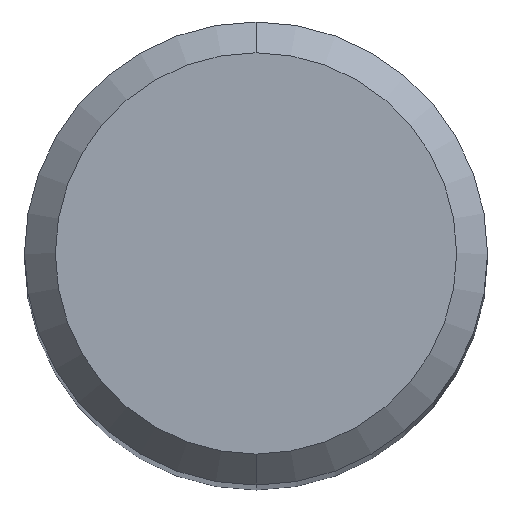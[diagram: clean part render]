
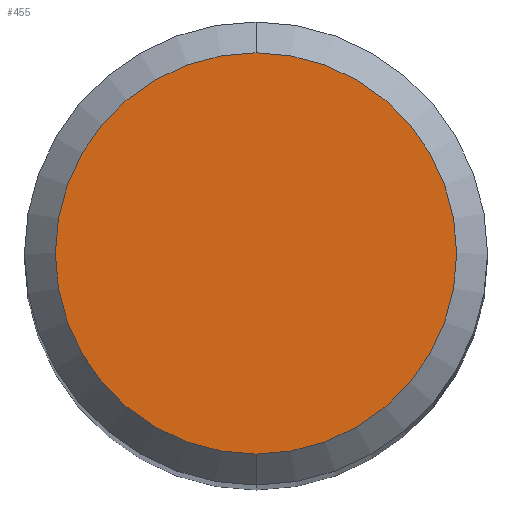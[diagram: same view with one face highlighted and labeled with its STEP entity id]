
A CAD part, top view. The second image highlights one B-rep face of the part: STEP entity #455.
In plain terms, the highlighted planar face has unit normal (0, 0, 1).
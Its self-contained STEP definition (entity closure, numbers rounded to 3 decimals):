
#219=EDGE_CURVE('',#403,#379,#531,.T.);
#255=EDGE_CURVE('',#379,#403,#570,.T.);
#379=VERTEX_POINT('',#705);
#403=VERTEX_POINT('',#730);
#455=ADVANCED_FACE('',(#789),#790,.T.);
#531=CIRCLE('',#876,2.6);
#570=CIRCLE('',#921,2.6);
#705=CARTESIAN_POINT('',(0.,-2.6,0.0));
#730=CARTESIAN_POINT('',(0.0,2.6,0.0));
#789=FACE_OUTER_BOUND('',#1432,.T.);
#790=PLANE('',#1433);
#876=AXIS2_PLACEMENT_3D('',#1518,#1519,#1520);
#921=AXIS2_PLACEMENT_3D('',#1554,#1555,#1556);
#1432=EDGE_LOOP('',(#1784,#1785));
#1433=AXIS2_PLACEMENT_3D('',#1786,#1787,#1788);
#1518=CARTESIAN_POINT('',(0.0,0.0,0.0));
#1519=DIRECTION('',(0.0,0.0,-1.0));
#1520=DIRECTION('',(0.0,1.0,0.0));
#1554=CARTESIAN_POINT('',(0.0,0.0,0.0));
#1555=DIRECTION('',(0.0,0.0,-1.0));
#1556=DIRECTION('',(0.0,1.0,0.0));
#1784=ORIENTED_EDGE('',*,*,#219,.F.);
#1785=ORIENTED_EDGE('',*,*,#255,.F.);
#1786=CARTESIAN_POINT('',(0.0,1.3,0.0));
#1787=DIRECTION('',(-0.0,0.0,1.0));
#1788=DIRECTION('',(0.0,-1.0,0.0));
